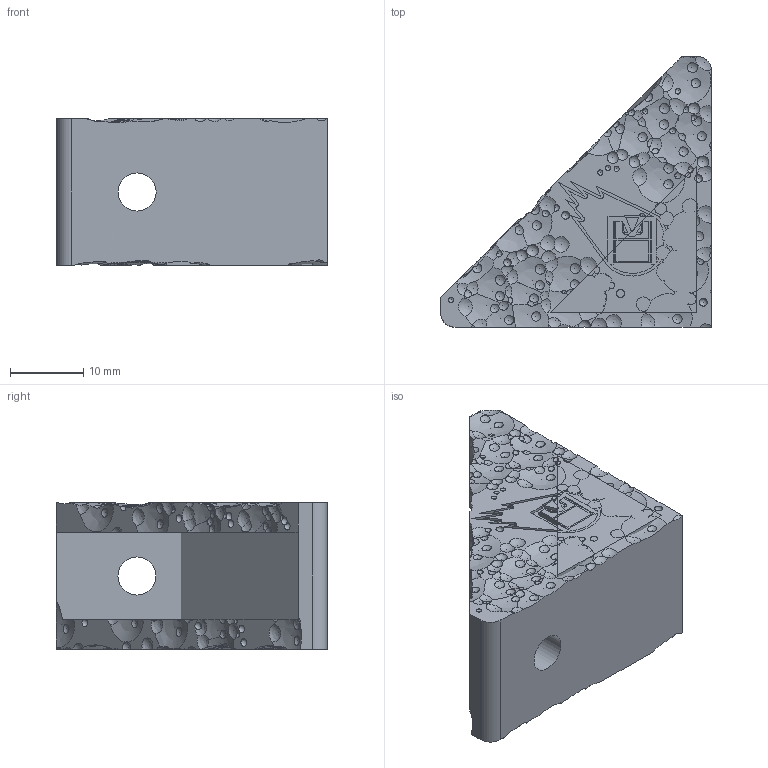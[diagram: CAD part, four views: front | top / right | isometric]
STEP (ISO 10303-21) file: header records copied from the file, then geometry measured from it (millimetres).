
FILE_DESCRIPTION(/* description */ ('STEP AP242','CAx-IF Rec.Pracs.---Representation and Presentation of Product Manufacturing Information (PMI)---4.0---2014-10-13','CAx-IF Rec.Pracs.---3D Tessellated Geometry---0.4---2014-09-14','2;1'),/* implementation_level */ '2;1');
FILE_NAME(/* name */ '68364091e4afb246b9809f63',/* time_stamp */ '2025-05-27T22:45:38Z',/* author */ (''),/* organization */ (''),/* preprocessor_version */ 'ST-DEVELOPER v20',/* originating_system */ 'ONSHAPE BY PTC INC, 1.198',/* authorisation */ ' ');
FILE_SCHEMA (('AP242_MANAGED_MODEL_BASED_3D_ENGINEERING_MIM_LF { 1 0 10303 442 1 1 4 }'));
Length unit declared in the file: metre
Products named in the file (2): medium corner stiffener; small corner stiffener
Bounding box: 37.01 x 37.04 x 20 mm (x, y, z)
Volume: 13509.9 mm3; surface area: 7298.4 mm2
Topology: 2 solids, 2 shells, 627 faces, 2786 edges, 1876 vertices
Faces by surface type: sphere 455, plane 146, cylinder 14, bspline 12
Full cylindrical faces by diameter (mm): 5.2 x2
Entity records: 20554 total; most frequent: DIRECTION 4172, CARTESIAN_POINT 3616, ORIENTED_EDGE 3320, AXIS2_PLACEMENT_3D 1930, EDGE_CURVE 1660, CIRCLE 1312, VERTEX_POINT 1132, EDGE_LOOP 724
